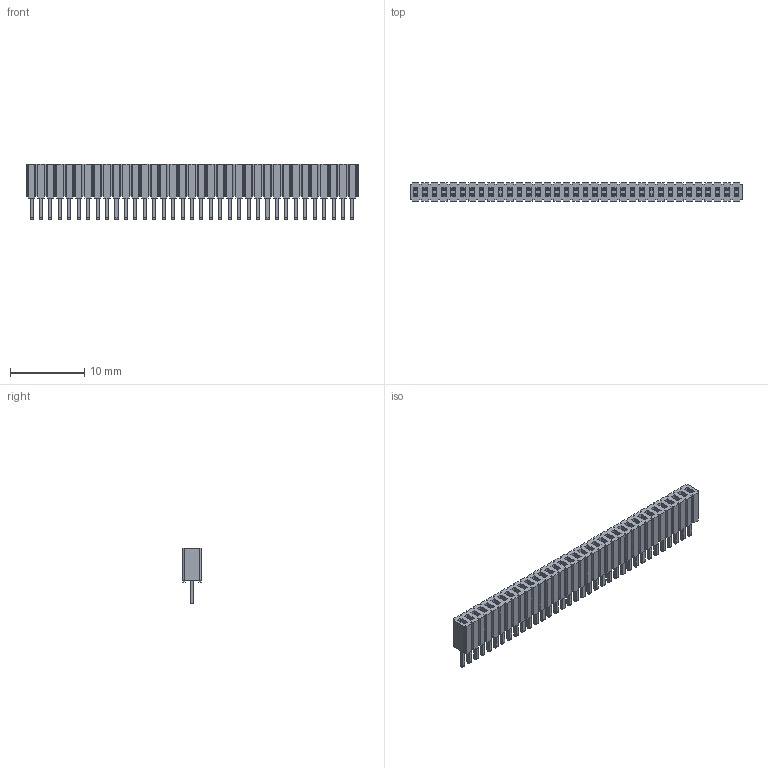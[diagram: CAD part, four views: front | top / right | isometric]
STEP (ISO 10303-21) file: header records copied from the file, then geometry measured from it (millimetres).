
FILE_DESCRIPTION(('FreeCAD Model'),'2;1');
FILE_NAME('Open CASCADE Shape Model','2025-01-08T13:24:28',(''),(''), 'Open CASCADE STEP processor 7.8','FreeCAD','Unknown');
FILE_SCHEMA(('AUTOMOTIVE_DESIGN { 1 0 10303 214 1 1 1 1 }'));
Length unit declared in the file: millimetre
Products named in the file (2): SLM-135-01-S_socket; C-29-01-35-S
Bounding box: 44.68 x 2.54 x 7.49 mm (x, y, z)
Volume: 426.5 mm3; surface area: 1937.4 mm2
Topology: 2 solids, 2 shells, 1276 faces, 3466 edges, 2264 vertices
Faces by surface type: plane 1241, cylinder 35
Entity records: 39260 total; most frequent: CARTESIAN_POINT 7007, ORIENTED_EDGE 6932, DIRECTION 6090, EDGE_CURVE 3466, LINE 3396, VECTOR 3396, VERTEX_POINT 2264, AXIS2_PLACEMENT_3D 1347
